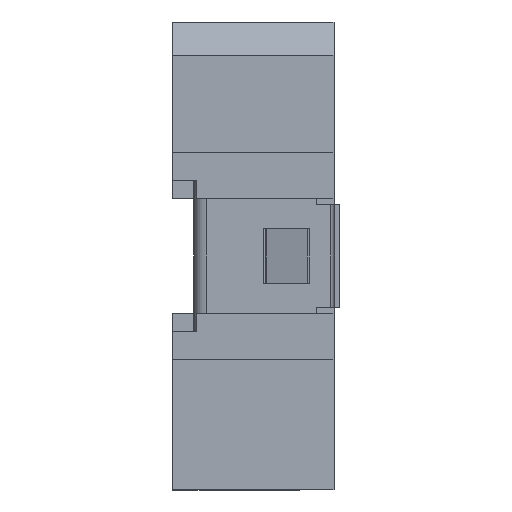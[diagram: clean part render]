
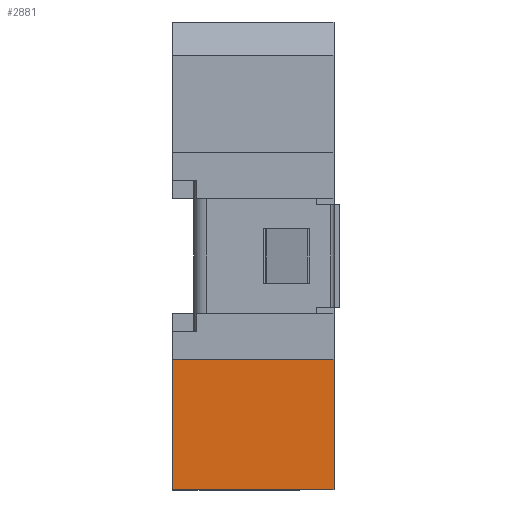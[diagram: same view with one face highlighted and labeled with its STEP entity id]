
A CAD part, left-side view. The second image highlights one B-rep face of the part: STEP entity #2881.
In plain terms, the highlighted planar face has unit normal (-1, 0, 0).
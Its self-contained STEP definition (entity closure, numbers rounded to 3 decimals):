
#331 = CARTESIAN_POINT ( 'NONE',  ( -9.293, 1.519, -3.588 ) ) ;
#688 = DIRECTION ( 'NONE',  ( 0., 0., -1. ) ) ;
#726 = EDGE_CURVE ( 'NONE', #6751, #4304, #8833, .T. ) ;
#967 = CARTESIAN_POINT ( 'NONE',  ( -9.293, 1.519, -8.059 ) ) ;
#1242 = CARTESIAN_POINT ( 'NONE',  ( -9.293, 1.519, -8.059 ) ) ;
#1946 = VECTOR ( 'NONE', #10154, 1000. ) ;
#2022 = VECTOR ( 'NONE', #13314, 1000. ) ;
#2429 = ORIENTED_EDGE ( 'NONE', *, *, #726, .T. ) ;
#2489 = DIRECTION ( 'NONE',  ( 0., 1., 0. ) ) ;
#2881 = ADVANCED_FACE ( 'NONE', ( #7078 ), #3754, .F. ) ;
#3321 = LINE ( 'NONE', #11349, #1946 ) ;
#3358 = EDGE_CURVE ( 'NONE', #7047, #11934, #6614, .T. ) ;
#3754 = PLANE ( 'NONE',  #7691 ) ;
#4304 = VERTEX_POINT ( 'NONE', #5273 ) ;
#4635 = ORIENTED_EDGE ( 'NONE', *, *, #4678, .F. ) ;
#4678 = EDGE_CURVE ( 'NONE', #6751, #7047, #3321, .T. ) ;
#5273 = CARTESIAN_POINT ( 'NONE',  ( -9.293, -3.993, -3.588 ) ) ;
#5381 = EDGE_CURVE ( 'NONE', #4304, #11934, #5974, .T. ) ;
#5839 = VECTOR ( 'NONE', #2489, 1000. ) ;
#5974 = LINE ( 'NONE', #8099, #5839 ) ;
#6614 = LINE ( 'NONE', #967, #2022 ) ;
#6751 = VERTEX_POINT ( 'NONE', #11456 ) ;
#6872 = ORIENTED_EDGE ( 'NONE', *, *, #3358, .F. ) ;
#7047 = VERTEX_POINT ( 'NONE', #1242 ) ;
#7078 = FACE_OUTER_BOUND ( 'NONE', #9091, .T. ) ;
#7691 = AXIS2_PLACEMENT_3D ( 'NONE', #14088, #8306, #688 ) ;
#7883 = DIRECTION ( 'NONE',  ( 0., 0., 1. ) ) ;
#8099 = CARTESIAN_POINT ( 'NONE',  ( -9.293, 1.519, -3.588 ) ) ;
#8306 = DIRECTION ( 'NONE',  ( 1., 0., 0. ) ) ;
#8833 = LINE ( 'NONE', #9987, #10008 ) ;
#9091 = EDGE_LOOP ( 'NONE', ( #12453, #6872, #4635, #2429 ) ) ;
#9987 = CARTESIAN_POINT ( 'NONE',  ( -9.293, -3.993, 7.943 ) ) ;
#10008 = VECTOR ( 'NONE', #7883, 1000. ) ;
#10154 = DIRECTION ( 'NONE',  ( 0., 1., 0. ) ) ;
#11349 = CARTESIAN_POINT ( 'NONE',  ( -9.293, 1.519, -8.059 ) ) ;
#11456 = CARTESIAN_POINT ( 'NONE',  ( -9.293, -3.993, -8.059 ) ) ;
#11934 = VERTEX_POINT ( 'NONE', #331 ) ;
#12453 = ORIENTED_EDGE ( 'NONE', *, *, #5381, .T. ) ;
#13314 = DIRECTION ( 'NONE',  ( 0., 0., 1. ) ) ;
#14088 = CARTESIAN_POINT ( 'NONE',  ( -9.293, 1.519, -8.059 ) ) ;
